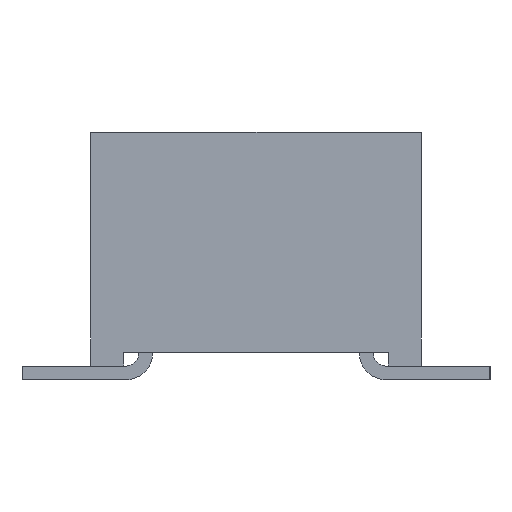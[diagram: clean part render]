
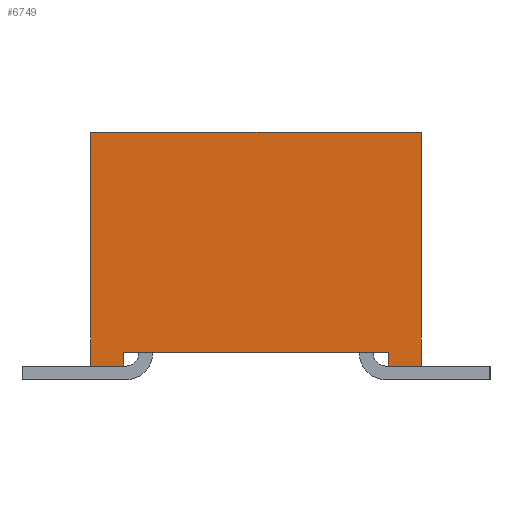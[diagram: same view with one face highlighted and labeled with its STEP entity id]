
A CAD part, left-side view. The second image highlights one B-rep face of the part: STEP entity #6749.
In plain terms, the highlighted planar face has unit normal (-1, 0, 0).
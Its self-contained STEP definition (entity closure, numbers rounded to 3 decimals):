
#6749 = ADVANCED_FACE('',(#6750),#6816,.F.);
#6750 = FACE_BOUND('',#6751,.T.);
#6751 = EDGE_LOOP('',(#6752,#6762,#6770,#6778,#6786,#6794,#6802,#6810));
#6752 = ORIENTED_EDGE('',*,*,#6753,.T.);
#6753 = EDGE_CURVE('',#6754,#6756,#6758,.T.);
#6754 = VERTEX_POINT('',#6755);
#6755 = CARTESIAN_POINT('',(-16.091,-1.219,0.277));
#6756 = VERTEX_POINT('',#6757);
#6757 = CARTESIAN_POINT('',(-16.091,-1.219,0.15));
#6758 = LINE('',#6759,#6760);
#6759 = CARTESIAN_POINT('',(-16.091,-1.219,0.277));
#6760 = VECTOR('',#6761,1.);
#6761 = DIRECTION('',(0.,0.,-1.));
#6762 = ORIENTED_EDGE('',*,*,#6763,.T.);
#6763 = EDGE_CURVE('',#6756,#6764,#6766,.T.);
#6764 = VERTEX_POINT('',#6765);
#6765 = CARTESIAN_POINT('',(-16.091,-1.524,0.15));
#6766 = LINE('',#6767,#6768);
#6767 = CARTESIAN_POINT('',(-16.091,1.524,0.15));
#6768 = VECTOR('',#6769,1.);
#6769 = DIRECTION('',(0.,-1.,0.));
#6770 = ORIENTED_EDGE('',*,*,#6771,.F.);
#6771 = EDGE_CURVE('',#6772,#6764,#6774,.T.);
#6772 = VERTEX_POINT('',#6773);
#6773 = CARTESIAN_POINT('',(-16.091,-1.524,2.309));
#6774 = LINE('',#6775,#6776);
#6775 = CARTESIAN_POINT('',(-16.091,-1.524,2.309));
#6776 = VECTOR('',#6777,1.);
#6777 = DIRECTION('',(0.,0.,-1.));
#6778 = ORIENTED_EDGE('',*,*,#6779,.F.);
#6779 = EDGE_CURVE('',#6780,#6772,#6782,.T.);
#6780 = VERTEX_POINT('',#6781);
#6781 = CARTESIAN_POINT('',(-16.091,1.524,2.309));
#6782 = LINE('',#6783,#6784);
#6783 = CARTESIAN_POINT('',(-16.091,1.524,2.309));
#6784 = VECTOR('',#6785,1.);
#6785 = DIRECTION('',(0.,-1.,0.));
#6786 = ORIENTED_EDGE('',*,*,#6787,.T.);
#6787 = EDGE_CURVE('',#6780,#6788,#6790,.T.);
#6788 = VERTEX_POINT('',#6789);
#6789 = CARTESIAN_POINT('',(-16.091,1.524,0.15));
#6790 = LINE('',#6791,#6792);
#6791 = CARTESIAN_POINT('',(-16.091,1.524,2.309));
#6792 = VECTOR('',#6793,1.);
#6793 = DIRECTION('',(0.,0.,-1.));
#6794 = ORIENTED_EDGE('',*,*,#6795,.T.);
#6795 = EDGE_CURVE('',#6788,#6796,#6798,.T.);
#6796 = VERTEX_POINT('',#6797);
#6797 = CARTESIAN_POINT('',(-16.091,1.219,0.15));
#6798 = LINE('',#6799,#6800);
#6799 = CARTESIAN_POINT('',(-16.091,1.524,0.15));
#6800 = VECTOR('',#6801,1.);
#6801 = DIRECTION('',(0.,-1.,0.));
#6802 = ORIENTED_EDGE('',*,*,#6803,.T.);
#6803 = EDGE_CURVE('',#6796,#6804,#6806,.T.);
#6804 = VERTEX_POINT('',#6805);
#6805 = CARTESIAN_POINT('',(-16.091,1.219,0.277));
#6806 = LINE('',#6807,#6808);
#6807 = CARTESIAN_POINT('',(-16.091,1.219,0.023));
#6808 = VECTOR('',#6809,1.);
#6809 = DIRECTION('',(0.,0.,1.));
#6810 = ORIENTED_EDGE('',*,*,#6811,.T.);
#6811 = EDGE_CURVE('',#6804,#6754,#6812,.T.);
#6812 = LINE('',#6813,#6814);
#6813 = CARTESIAN_POINT('',(-16.091,1.219,0.277));
#6814 = VECTOR('',#6815,1.);
#6815 = DIRECTION('',(0.,-1.,0.));
#6816 = PLANE('',#6817);
#6817 = AXIS2_PLACEMENT_3D('',#6818,#6819,#6820);
#6818 = CARTESIAN_POINT('',(-16.091,1.524,2.309));
#6819 = DIRECTION('',(1.,0.,0.));
#6820 = DIRECTION('',(0.,1.,0.));
